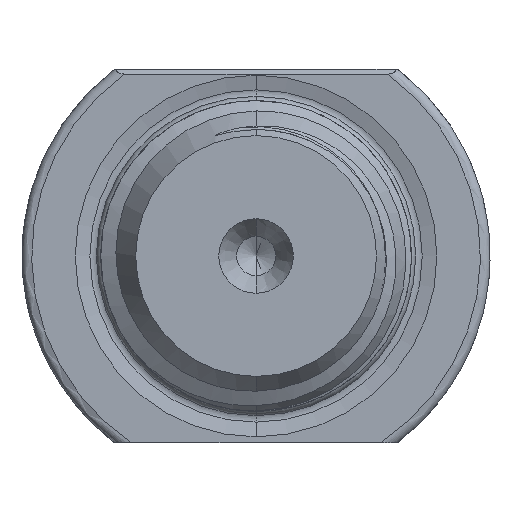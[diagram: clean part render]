
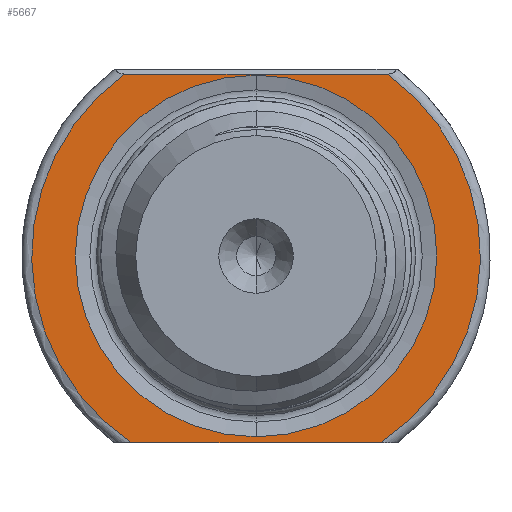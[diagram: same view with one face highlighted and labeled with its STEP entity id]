
A CAD part, left-side view. The second image highlights one B-rep face of the part: STEP entity #5667.
In plain terms, the highlighted planar face has unit normal (-1, 0, 0).
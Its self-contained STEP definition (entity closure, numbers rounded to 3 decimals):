
#39 = CARTESIAN_POINT ( 'NONE',  ( 25., 0., 9.216 ) ) ;
#57 = FACE_OUTER_BOUND ( 'NONE', #3677, .T. ) ;
#69 = DIRECTION ( 'NONE',  ( -1., 0., 0. ) ) ;
#91 = EDGE_LOOP ( 'NONE', ( #395, #2538 ) ) ;
#297 = CARTESIAN_POINT ( 'NONE',  ( 25., -6.333, -9.525 ) ) ;
#339 = AXIS2_PLACEMENT_3D ( 'NONE', #4397, #1594, #2099 ) ;
#364 = ORIENTED_EDGE ( 'NONE', *, *, #494, .T. ) ;
#395 = ORIENTED_EDGE ( 'NONE', *, *, #5308, .F. ) ;
#433 = AXIS2_PLACEMENT_3D ( 'NONE', #757, #3443, #4775 ) ;
#466 = CARTESIAN_POINT ( 'NONE',  ( 25., 0., -9.216 ) ) ;
#485 = VERTEX_POINT ( 'NONE', #1566 ) ;
#494 = EDGE_CURVE ( 'NONE', #1620, #524, #5209, .T. ) ;
#524 = VERTEX_POINT ( 'NONE', #5403 ) ;
#541 = VERTEX_POINT ( 'NONE', #39 ) ;
#543 = CARTESIAN_POINT ( 'NONE',  ( 25., 11.938, 9.275 ) ) ;
#757 = CARTESIAN_POINT ( 'NONE',  ( 25., 0., 0. ) ) ;
#973 = VERTEX_POINT ( 'NONE', #297 ) ;
#975 = PLANE ( 'NONE',  #4573 ) ;
#1218 = AXIS2_PLACEMENT_3D ( 'NONE', #5472, #69, #3052 ) ;
#1444 = CARTESIAN_POINT ( 'NONE',  ( 25., -6.693, 9.275 ) ) ;
#1462 = LINE ( 'NONE', #2033, #3370 ) ;
#1566 = CARTESIAN_POINT ( 'NONE',  ( 25., 6.333, -9.525 ) ) ;
#1594 = DIRECTION ( 'NONE',  ( -1., 0., 0. ) ) ;
#1620 = VERTEX_POINT ( 'NONE', #1444 ) ;
#1667 = DIRECTION ( 'NONE',  ( -1., 0., 0. ) ) ;
#1697 = CIRCLE ( 'NONE', #1218, 9.216 ) ;
#1791 = CIRCLE ( 'NONE', #5141, 11.438 ) ;
#1819 = VECTOR ( 'NONE', #5432, 1000. ) ;
#1968 = CIRCLE ( 'NONE', #433, 9.216 ) ;
#2033 = CARTESIAN_POINT ( 'NONE',  ( 25., 11.938, -9.525 ) ) ;
#2099 = DIRECTION ( 'NONE',  ( 0., 0., -1. ) ) ;
#2517 = EDGE_CURVE ( 'NONE', #973, #1620, #1791, .T. ) ;
#2536 = ORIENTED_EDGE ( 'NONE', *, *, #5720, .T. ) ;
#2538 = ORIENTED_EDGE ( 'NONE', *, *, #5820, .F. ) ;
#2967 = DIRECTION ( 'NONE',  ( 1., 0., 0. ) ) ;
#2995 = CARTESIAN_POINT ( 'NONE',  ( 25., 11.938, 0. ) ) ;
#3052 = DIRECTION ( 'NONE',  ( 0., 0., 1. ) ) ;
#3252 = FACE_BOUND ( 'NONE', #91, .T. ) ;
#3370 = VECTOR ( 'NONE', #3452, 1000. ) ;
#3443 = DIRECTION ( 'NONE',  ( -1., 0., 0. ) ) ;
#3452 = DIRECTION ( 'NONE',  ( 0., -1., 0. ) ) ;
#3639 = VERTEX_POINT ( 'NONE', #466 ) ;
#3677 = EDGE_LOOP ( 'NONE', ( #2536, #4175, #4941, #364 ) ) ;
#3910 = EDGE_CURVE ( 'NONE', #485, #973, #1462, .T. ) ;
#4175 = ORIENTED_EDGE ( 'NONE', *, *, #3910, .T. ) ;
#4179 = CIRCLE ( 'NONE', #339, 11.438 ) ;
#4352 = CARTESIAN_POINT ( 'NONE',  ( 25., 0., 0. ) ) ;
#4397 = CARTESIAN_POINT ( 'NONE',  ( 25., 0., 0. ) ) ;
#4573 = AXIS2_PLACEMENT_3D ( 'NONE', #2995, #2967, #4843 ) ;
#4775 = DIRECTION ( 'NONE',  ( 0., 0., 1. ) ) ;
#4843 = DIRECTION ( 'NONE',  ( 0., 0., -1. ) ) ;
#4855 = DIRECTION ( 'NONE',  ( 0., 0., -1. ) ) ;
#4941 = ORIENTED_EDGE ( 'NONE', *, *, #2517, .T. ) ;
#5141 = AXIS2_PLACEMENT_3D ( 'NONE', #4352, #1667, #4855 ) ;
#5209 = LINE ( 'NONE', #543, #1819 ) ;
#5308 = EDGE_CURVE ( 'NONE', #541, #3639, #1968, .T. ) ;
#5403 = CARTESIAN_POINT ( 'NONE',  ( 25., 6.693, 9.275 ) ) ;
#5432 = DIRECTION ( 'NONE',  ( 0., 1., 0. ) ) ;
#5472 = CARTESIAN_POINT ( 'NONE',  ( 25., 0., 0. ) ) ;
#5667 = ADVANCED_FACE ( 'NONE', ( #57, #3252 ), #975, .F. ) ;
#5720 = EDGE_CURVE ( 'NONE', #524, #485, #4179, .T. ) ;
#5820 = EDGE_CURVE ( 'NONE', #3639, #541, #1697, .T. ) ;
